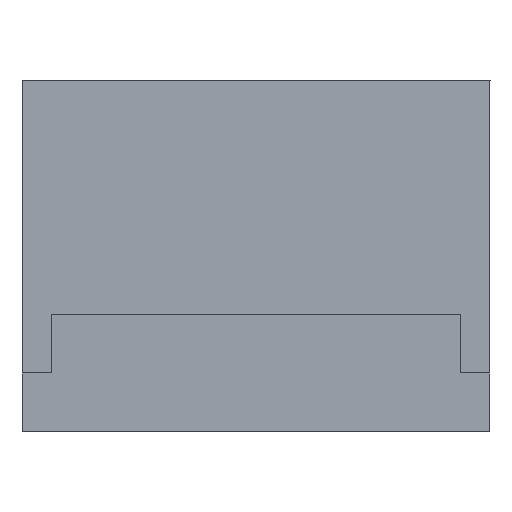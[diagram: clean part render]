
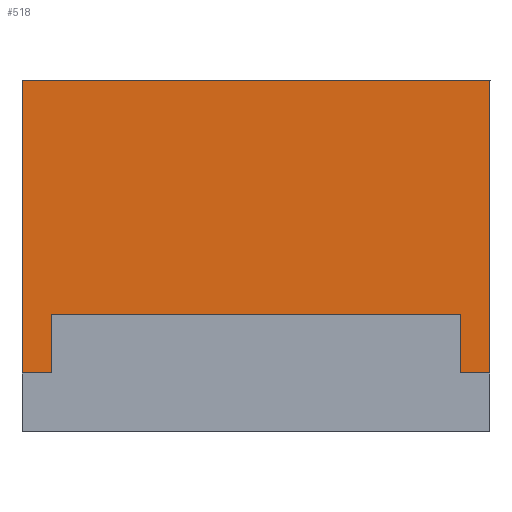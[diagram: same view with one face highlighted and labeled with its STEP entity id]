
A CAD part, left-side view. The second image highlights one B-rep face of the part: STEP entity #518.
In plain terms, the highlighted planar face has unit normal (-1, 0, 0).
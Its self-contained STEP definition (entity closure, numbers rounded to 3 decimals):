
#70 = VERTEX_POINT('',#71);
#71 = CARTESIAN_POINT('',(-0.8,-0.4,0.6));
#77 = EDGE_CURVE('',#78,#70,#80,.T.);
#78 = VERTEX_POINT('',#79);
#79 = CARTESIAN_POINT('',(-0.8,-0.4,0.1));
#80 = LINE('',#81,#82);
#81 = CARTESIAN_POINT('',(-0.8,-0.4,0.));
#82 = VECTOR('',#83,1.);
#83 = DIRECTION('',(0.,0.,1.));
#518 = ADVANCED_FACE('',(#519),#576,.T.);
#519 = FACE_BOUND('',#520,.T.);
#520 = EDGE_LOOP('',(#521,#522,#530,#538,#546,#554,#562,#570));
#521 = ORIENTED_EDGE('',*,*,#77,.T.);
#522 = ORIENTED_EDGE('',*,*,#523,.T.);
#523 = EDGE_CURVE('',#70,#524,#526,.T.);
#524 = VERTEX_POINT('',#525);
#525 = CARTESIAN_POINT('',(-0.8,0.4,0.6));
#526 = LINE('',#527,#528);
#527 = CARTESIAN_POINT('',(-0.8,-0.4,0.6));
#528 = VECTOR('',#529,1.);
#529 = DIRECTION('',(0.,1.,0.));
#530 = ORIENTED_EDGE('',*,*,#531,.F.);
#531 = EDGE_CURVE('',#532,#524,#534,.T.);
#532 = VERTEX_POINT('',#533);
#533 = CARTESIAN_POINT('',(-0.8,0.4,0.1));
#534 = LINE('',#535,#536);
#535 = CARTESIAN_POINT('',(-0.8,0.4,
    0.));
#536 = VECTOR('',#537,1.);
#537 = DIRECTION('',(0.,0.,1.));
#538 = ORIENTED_EDGE('',*,*,#539,.F.);
#539 = EDGE_CURVE('',#540,#532,#542,.T.);
#540 = VERTEX_POINT('',#541);
#541 = CARTESIAN_POINT('',(-0.8,0.35,0.1));
#542 = LINE('',#543,#544);
#543 = CARTESIAN_POINT('',(-0.8,0.35,0.1));
#544 = VECTOR('',#545,1.);
#545 = DIRECTION('',(0.,1.,0.));
#546 = ORIENTED_EDGE('',*,*,#547,.F.);
#547 = EDGE_CURVE('',#548,#540,#550,.T.);
#548 = VERTEX_POINT('',#549);
#549 = CARTESIAN_POINT('',(-0.8,0.35,0.2));
#550 = LINE('',#551,#552);
#551 = CARTESIAN_POINT('',(-0.8,0.35,0.2));
#552 = VECTOR('',#553,1.);
#553 = DIRECTION('',(0.,0.,-1.));
#554 = ORIENTED_EDGE('',*,*,#555,.T.);
#555 = EDGE_CURVE('',#548,#556,#558,.T.);
#556 = VERTEX_POINT('',#557);
#557 = CARTESIAN_POINT('',(-0.8,-0.35,0.2));
#558 = LINE('',#559,#560);
#559 = CARTESIAN_POINT('',(-0.8,0.35,0.2));
#560 = VECTOR('',#561,1.);
#561 = DIRECTION('',(0.,-1.,0.));
#562 = ORIENTED_EDGE('',*,*,#563,.F.);
#563 = EDGE_CURVE('',#564,#556,#566,.T.);
#564 = VERTEX_POINT('',#565);
#565 = CARTESIAN_POINT('',(-0.8,-0.35,0.1));
#566 = LINE('',#567,#568);
#567 = CARTESIAN_POINT('',(-0.8,-0.35,0.1));
#568 = VECTOR('',#569,1.);
#569 = DIRECTION('',(0.,0.,1.));
#570 = ORIENTED_EDGE('',*,*,#571,.F.);
#571 = EDGE_CURVE('',#78,#564,#572,.T.);
#572 = LINE('',#573,#574);
#573 = CARTESIAN_POINT('',(-0.8,-0.4,0.1));
#574 = VECTOR('',#575,1.);
#575 = DIRECTION('',(0.,1.,0.));
#576 = PLANE('',#577);
#577 = AXIS2_PLACEMENT_3D('',#578,#579,#580);
#578 = CARTESIAN_POINT('',(-0.8,-0.4,0.));
#579 = DIRECTION('',(-1.,0.,0.));
#580 = DIRECTION('',(0.,0.,1.));
